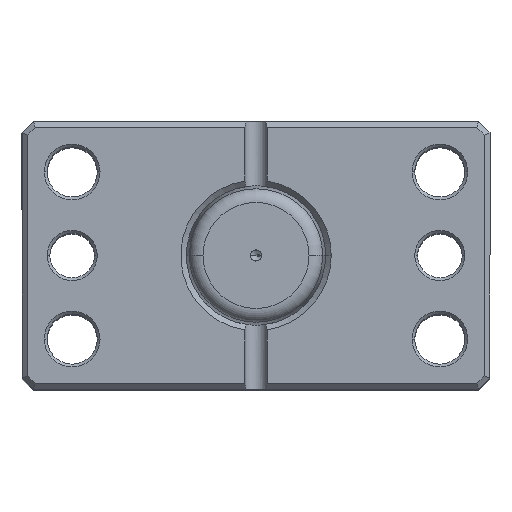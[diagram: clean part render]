
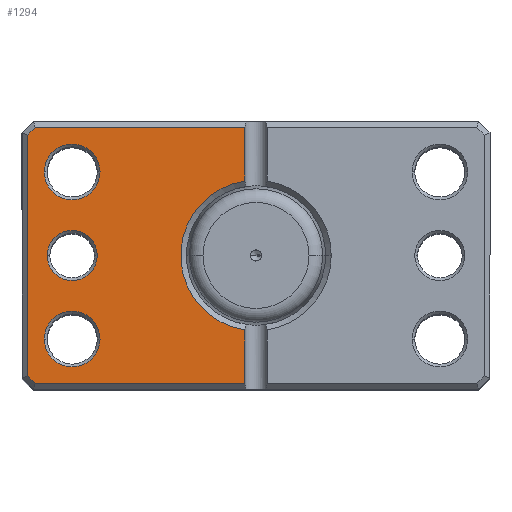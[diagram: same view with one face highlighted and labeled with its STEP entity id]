
A CAD part, top view. The second image highlights one B-rep face of the part: STEP entity #1294.
In plain terms, the highlighted face is planar.
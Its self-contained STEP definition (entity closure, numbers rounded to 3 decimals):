
#98 = CARTESIAN_POINT ( 'NONE',  ( 2., -23., 0. ) ) ;
#99 = DIRECTION ( 'NONE',  ( 1., 0., 0. ) ) ;
#205 = DIRECTION ( 'NONE',  ( 0., 1., 0. ) ) ;
#255 = VERTEX_POINT ( 'NONE', #3574 ) ;
#311 = VECTOR ( 'NONE', #6291, 1000. ) ;
#337 = ORIENTED_EDGE ( 'NONE', *, *, #407, .T. ) ;
#367 = DIRECTION ( 'NONE',  ( 0., 0., 1. ) ) ;
#407 = EDGE_CURVE ( 'NONE', #5618, #5834, #6701, .T. ) ;
#413 = DIRECTION ( 'NONE',  ( 0., 0., 1. ) ) ;
#414 = CARTESIAN_POINT ( 'NONE',  ( 39.586, -23., 0. ) ) ;
#423 = ORIENTED_EDGE ( 'NONE', *, *, #525, .T. ) ;
#452 = CARTESIAN_POINT ( 'NONE',  ( 28.5, 0., 0. ) ) ;
#481 = EDGE_CURVE ( 'NONE', #5834, #6554, #4903, .T. ) ;
#516 = CIRCLE ( 'NONE', #1935, 5. ) ;
#525 = EDGE_CURVE ( 'NONE', #5272, #1734, #4585, .T. ) ;
#569 = DIRECTION ( 'NONE',  ( 0., 0., 1. ) ) ;
#594 = VERTEX_POINT ( 'NONE', #2370 ) ;
#717 = EDGE_LOOP ( 'NONE', ( #4184, #6901 ) ) ;
#729 = VERTEX_POINT ( 'NONE', #3211 ) ;
#777 = VECTOR ( 'NONE', #3065, 1000. ) ;
#836 = AXIS2_PLACEMENT_3D ( 'NONE', #6640, #3364, #99 ) ;
#845 = VERTEX_POINT ( 'NONE', #6651 ) ;
#951 = FACE_OUTER_BOUND ( 'NONE', #3029, .T. ) ;
#1011 = DIRECTION ( 'NONE',  ( 1., 0., 0. ) ) ;
#1241 = VERTEX_POINT ( 'NONE', #452 ) ;
#1294 = ADVANCED_FACE ( 'NONE', ( #2229, #3174, #1702, #951 ), #6943, .F. ) ;
#1312 = CARTESIAN_POINT ( 'NONE',  ( 38., 15., 0. ) ) ;
#1442 = CARTESIAN_POINT ( 'NONE',  ( 0., 0., 0. ) ) ;
#1702 = FACE_BOUND ( 'NONE', #717, .T. ) ;
#1734 = VERTEX_POINT ( 'NONE', #98 ) ;
#1759 = EDGE_CURVE ( 'NONE', #3411, #845, #2306, .T. ) ;
#1819 = ORIENTED_EDGE ( 'NONE', *, *, #481, .T. ) ;
#1847 = ORIENTED_EDGE ( 'NONE', *, *, #4477, .T. ) ;
#1909 = LINE ( 'NONE', #2455, #311 ) ;
#1935 = AXIS2_PLACEMENT_3D ( 'NONE', #3850, #569, #4404 ) ;
#1997 = DIRECTION ( 'NONE',  ( 1., 0., 0. ) ) ;
#2158 = EDGE_CURVE ( 'NONE', #594, #2191, #3002, .T. ) ;
#2191 = VERTEX_POINT ( 'NONE', #5311 ) ;
#2193 = ORIENTED_EDGE ( 'NONE', *, *, #3773, .T. ) ;
#2208 = CARTESIAN_POINT ( 'NONE',  ( 33., -15., 0. ) ) ;
#2229 = FACE_BOUND ( 'NONE', #3572, .T. ) ;
#2241 = AXIS2_PLACEMENT_3D ( 'NONE', #4823, #413, #1011 ) ;
#2306 = CIRCLE ( 'NONE', #6741, 5. ) ;
#2345 = DIRECTION ( 'NONE',  ( 0.707, -0.707, 0. ) ) ;
#2346 = ORIENTED_EDGE ( 'NONE', *, *, #6084, .T. ) ;
#2356 = EDGE_CURVE ( 'NONE', #845, #3411, #516, .T. ) ;
#2364 = CARTESIAN_POINT ( 'NONE',  ( 2., 24., 0. ) ) ;
#2370 = CARTESIAN_POINT ( 'NONE',  ( 2., -13.351, 0. ) ) ;
#2455 = CARTESIAN_POINT ( 'NONE',  ( 31.293, -31.293, 0. ) ) ;
#2488 = DIRECTION ( 'NONE',  ( 0., 0., 1. ) ) ;
#2517 = VECTOR ( 'NONE', #2345, 1000. ) ;
#2584 = CARTESIAN_POINT ( 'NONE',  ( 31.293, 31.293, 0. ) ) ;
#2688 = LINE ( 'NONE', #2364, #6881 ) ;
#2771 = DIRECTION ( 'NONE',  ( 1., 0., 0. ) ) ;
#2923 = CIRCLE ( 'NONE', #5692, 5. ) ;
#3002 = CIRCLE ( 'NONE', #4299, 13.5 ) ;
#3014 = CARTESIAN_POINT ( 'NONE',  ( 33., 15., 0. ) ) ;
#3017 = LINE ( 'NONE', #6138, #4486 ) ;
#3029 = EDGE_LOOP ( 'NONE', ( #6709, #5543, #2346, #4325, #337, #1819, #1847, #423 ) ) ;
#3065 = DIRECTION ( 'NONE',  ( 1., 0., 0. ) ) ;
#3072 = CARTESIAN_POINT ( 'NONE',  ( 0., -23., 0. ) ) ;
#3109 = AXIS2_PLACEMENT_3D ( 'NONE', #5792, #2488, #6333 ) ;
#3174 = FACE_BOUND ( 'NONE', #4930, .T. ) ;
#3177 = CIRCLE ( 'NONE', #836, 4.5 ) ;
#3211 = CARTESIAN_POINT ( 'NONE',  ( 28., 15., 0. ) ) ;
#3280 = VECTOR ( 'NONE', #6847, 1000. ) ;
#3364 = DIRECTION ( 'NONE',  ( 0., 0., 1. ) ) ;
#3393 = DIRECTION ( 'NONE',  ( 0., 1., 0. ) ) ;
#3411 = VERTEX_POINT ( 'NONE', #6022 ) ;
#3535 = CARTESIAN_POINT ( 'NONE',  ( 33., 15., 0. ) ) ;
#3572 = EDGE_LOOP ( 'NONE', ( #2193, #4691 ) ) ;
#3574 = CARTESIAN_POINT ( 'NONE',  ( 37.5, 0., 0. ) ) ;
#3576 = DIRECTION ( 'NONE',  ( 1., 0., 0. ) ) ;
#3773 = EDGE_CURVE ( 'NONE', #1241, #255, #4884, .T. ) ;
#3847 = EDGE_CURVE ( 'NONE', #6546, #729, #2923, .T. ) ;
#3850 = CARTESIAN_POINT ( 'NONE',  ( 33., -15., 0. ) ) ;
#3886 = CIRCLE ( 'NONE', #5410, 5. ) ;
#3974 = EDGE_CURVE ( 'NONE', #4185, #5618, #5152, .T. ) ;
#4143 = CARTESIAN_POINT ( 'NONE',  ( 41., 0., 0. ) ) ;
#4184 = ORIENTED_EDGE ( 'NONE', *, *, #5244, .T. ) ;
#4185 = VERTEX_POINT ( 'NONE', #6031 ) ;
#4205 = DIRECTION ( 'NONE',  ( 1., 0., 0. ) ) ;
#4299 = AXIS2_PLACEMENT_3D ( 'NONE', #1442, #5288, #1997 ) ;
#4325 = ORIENTED_EDGE ( 'NONE', *, *, #3974, .T. ) ;
#4404 = DIRECTION ( 'NONE',  ( 1., 0., 0. ) ) ;
#4477 = EDGE_CURVE ( 'NONE', #6554, #5272, #1909, .T. ) ;
#4486 = VECTOR ( 'NONE', #3393, 1000. ) ;
#4585 = LINE ( 'NONE', #3072, #3280 ) ;
#4691 = ORIENTED_EDGE ( 'NONE', *, *, #6818, .T. ) ;
#4707 = DIRECTION ( 'NONE',  ( 0., -1., 0. ) ) ;
#4746 = VECTOR ( 'NONE', #4707, 1000. ) ;
#4823 = CARTESIAN_POINT ( 'NONE',  ( 0., 0., 0. ) ) ;
#4865 = ORIENTED_EDGE ( 'NONE', *, *, #2356, .T. ) ;
#4884 = CIRCLE ( 'NONE', #3109, 4.5 ) ;
#4903 = LINE ( 'NONE', #4143, #4746 ) ;
#4930 = EDGE_LOOP ( 'NONE', ( #4865, #5865 ) ) ;
#5125 = CARTESIAN_POINT ( 'NONE',  ( 41., -21.586, 0. ) ) ;
#5152 = LINE ( 'NONE', #5291, #777 ) ;
#5244 = EDGE_CURVE ( 'NONE', #729, #6546, #3886, .T. ) ;
#5272 = VERTEX_POINT ( 'NONE', #414 ) ;
#5288 = DIRECTION ( 'NONE',  ( 0., 0., 1. ) ) ;
#5291 = CARTESIAN_POINT ( 'NONE',  ( 0., 23., 0. ) ) ;
#5311 = CARTESIAN_POINT ( 'NONE',  ( 2., 13.351, 0. ) ) ;
#5410 = AXIS2_PLACEMENT_3D ( 'NONE', #3535, #367, #4205 ) ;
#5543 = ORIENTED_EDGE ( 'NONE', *, *, #2158, .T. ) ;
#5618 = VERTEX_POINT ( 'NONE', #6695 ) ;
#5692 = AXIS2_PLACEMENT_3D ( 'NONE', #3014, #6840, #3576 ) ;
#5792 = CARTESIAN_POINT ( 'NONE',  ( 33., 0., 0. ) ) ;
#5834 = VERTEX_POINT ( 'NONE', #7018 ) ;
#5865 = ORIENTED_EDGE ( 'NONE', *, *, #1759, .T. ) ;
#6022 = CARTESIAN_POINT ( 'NONE',  ( 38., -15., 0. ) ) ;
#6031 = CARTESIAN_POINT ( 'NONE',  ( 2., 23., 0. ) ) ;
#6066 = DIRECTION ( 'NONE',  ( 0., 0., 1. ) ) ;
#6084 = EDGE_CURVE ( 'NONE', #2191, #4185, #2688, .T. ) ;
#6138 = CARTESIAN_POINT ( 'NONE',  ( 2., 24., 0. ) ) ;
#6291 = DIRECTION ( 'NONE',  ( -0.707, -0.707, 0. ) ) ;
#6333 = DIRECTION ( 'NONE',  ( 1., 0., 0. ) ) ;
#6546 = VERTEX_POINT ( 'NONE', #1312 ) ;
#6554 = VERTEX_POINT ( 'NONE', #5125 ) ;
#6640 = CARTESIAN_POINT ( 'NONE',  ( 33., 0., 0. ) ) ;
#6651 = CARTESIAN_POINT ( 'NONE',  ( 28., -15., 0. ) ) ;
#6695 = CARTESIAN_POINT ( 'NONE',  ( 39.586, 23., 0. ) ) ;
#6701 = LINE ( 'NONE', #2584, #2517 ) ;
#6709 = ORIENTED_EDGE ( 'NONE', *, *, #6844, .T. ) ;
#6741 = AXIS2_PLACEMENT_3D ( 'NONE', #2208, #6066, #2771 ) ;
#6818 = EDGE_CURVE ( 'NONE', #255, #1241, #3177, .T. ) ;
#6840 = DIRECTION ( 'NONE',  ( 0., 0., 1. ) ) ;
#6844 = EDGE_CURVE ( 'NONE', #1734, #594, #3017, .T. ) ;
#6847 = DIRECTION ( 'NONE',  ( -1., 0., 0. ) ) ;
#6881 = VECTOR ( 'NONE', #205, 1000. ) ;
#6901 = ORIENTED_EDGE ( 'NONE', *, *, #3847, .T. ) ;
#6943 = PLANE ( 'NONE',  #2241 ) ;
#7018 = CARTESIAN_POINT ( 'NONE',  ( 41., 21.586, 0. ) ) ;
